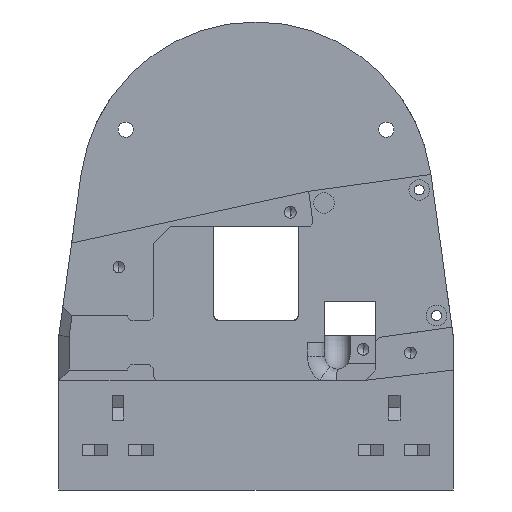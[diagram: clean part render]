
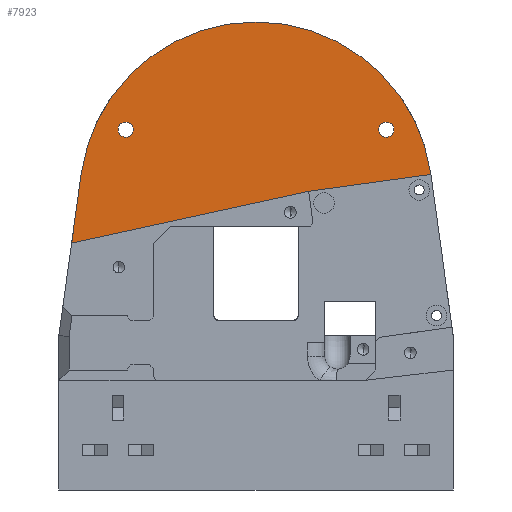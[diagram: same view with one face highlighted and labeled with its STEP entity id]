
A CAD part, left-side view. The second image highlights one B-rep face of the part: STEP entity #7923.
In plain terms, the highlighted planar face has unit normal (-1, 0, 0).
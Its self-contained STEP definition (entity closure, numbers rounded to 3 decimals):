
#585 = FACE_OUTER_BOUND ( 'NONE', #1097, .T. ) ;
#673 = VERTEX_POINT ( 'NONE', #5012 ) ;
#756 = EDGE_CURVE ( 'NONE', #11526, #2547, #11679, .T. ) ;
#1097 = EDGE_LOOP ( 'NONE', ( #14017, #6624, #3521, #1797, #4836 ) ) ;
#1189 = CARTESIAN_POINT ( 'NONE',  ( 0., -15.355, 2.116 ) ) ;
#1446 = VERTEX_POINT ( 'NONE', #8379 ) ;
#1545 = CARTESIAN_POINT ( 'NONE',  ( 0., 0., 0. ) ) ;
#1556 = DIRECTION ( 'NONE',  ( 0., 0., 1. ) ) ;
#1797 = ORIENTED_EDGE ( 'NONE', *, *, #756, .F. ) ;
#2154 = CARTESIAN_POINT ( 'NONE',  ( 0., -38., 20.125 ) ) ;
#2325 = CIRCLE ( 'NONE', #7993, 2.2 ) ;
#2330 = DIRECTION ( 'NONE',  ( 0., 0., -1. ) ) ;
#2343 = CARTESIAN_POINT ( 'NONE',  ( 0., 53.779, -13. ) ) ;
#2365 = DIRECTION ( 'NONE',  ( 0., 0.977, -0.214 ) ) ;
#2547 = VERTEX_POINT ( 'NONE', #13071 ) ;
#2850 = CARTESIAN_POINT ( 'NONE',  ( 0., -38., 22.325 ) ) ;
#2945 = AXIS2_PLACEMENT_3D ( 'NONE', #2154, #3460, #7374 ) ;
#3050 = DIRECTION ( 'NONE',  ( 1., 0., 0. ) ) ;
#3129 = FACE_BOUND ( 'NONE', #3520, .T. ) ;
#3286 = DIRECTION ( 'NONE',  ( 0., 0., 1. ) ) ;
#3360 = DIRECTION ( 'NONE',  ( -1., 0., 0. ) ) ;
#3460 = DIRECTION ( 'NONE',  ( -1., 0., 0. ) ) ;
#3520 = EDGE_LOOP ( 'NONE', ( #11722, #9431 ) ) ;
#3521 = ORIENTED_EDGE ( 'NONE', *, *, #12951, .F. ) ;
#4001 = VERTEX_POINT ( 'NONE', #2343 ) ;
#4156 = AXIS2_PLACEMENT_3D ( 'NONE', #12683, #9133, #2330 ) ;
#4245 = DIRECTION ( 'NONE',  ( 0., 0., 1. ) ) ;
#4407 = CIRCLE ( 'NONE', #2945, 2.2 ) ;
#4684 = LINE ( 'NONE', #11844, #8830 ) ;
#4836 = ORIENTED_EDGE ( 'NONE', *, *, #9595, .F. ) ;
#4938 = AXIS2_PLACEMENT_3D ( 'NONE', #7596, #3050, #5428 ) ;
#5012 = CARTESIAN_POINT ( 'NONE',  ( 0., 38., 22.325 ) ) ;
#5043 = AXIS2_PLACEMENT_3D ( 'NONE', #1545, #8719, #13403 ) ;
#5428 = DIRECTION ( 'NONE',  ( 0., 0., -1. ) ) ;
#5509 = EDGE_CURVE ( 'NONE', #4001, #6810, #9364, .T. ) ;
#5655 = CARTESIAN_POINT ( 'NONE',  ( 0., -38., 17.925 ) ) ;
#6597 = DIRECTION ( 'NONE',  ( 0., -0.137, 0.991 ) ) ;
#6624 = ORIENTED_EDGE ( 'NONE', *, *, #9325, .F. ) ;
#6810 = VERTEX_POINT ( 'NONE', #13841 ) ;
#7374 = DIRECTION ( 'NONE',  ( 0., 0., 1. ) ) ;
#7412 = DIRECTION ( 'NONE',  ( -1., 0., 0. ) ) ;
#7454 = CARTESIAN_POINT ( 'NONE',  ( 0., 0., 51.5 ) ) ;
#7596 = CARTESIAN_POINT ( 'NONE',  ( 0., 0., 0. ) ) ;
#7718 = EDGE_CURVE ( 'NONE', #1446, #673, #9886, .T. ) ;
#7792 = DIRECTION ( 'NONE',  ( -1., 0., 0. ) ) ;
#7923 = ADVANCED_FACE ( 'NONE', ( #14667, #3129, #585 ), #12381, .F. ) ;
#7993 = AXIS2_PLACEMENT_3D ( 'NONE', #9733, #7412, #1556 ) ;
#8379 = CARTESIAN_POINT ( 'NONE',  ( 0., 38., 17.925 ) ) ;
#8719 = DIRECTION ( 'NONE',  ( 1., 0., 0. ) ) ;
#8830 = VECTOR ( 'NONE', #2365, 1000. ) ;
#8839 = CARTESIAN_POINT ( 'NONE',  ( 0., 51.018, 7.032 ) ) ;
#8854 = ORIENTED_EDGE ( 'NONE', *, *, #11436, .F. ) ;
#9049 = ORIENTED_EDGE ( 'NONE', *, *, #11686, .F. ) ;
#9108 = CIRCLE ( 'NONE', #4156, 51.5 ) ;
#9133 = DIRECTION ( 'NONE',  ( 1., 0., 0. ) ) ;
#9325 = EDGE_CURVE ( 'NONE', #13399, #4001, #4684, .T. ) ;
#9364 = LINE ( 'NONE', #8839, #14215 ) ;
#9431 = ORIENTED_EDGE ( 'NONE', *, *, #7718, .F. ) ;
#9578 = VERTEX_POINT ( 'NONE', #5655 ) ;
#9595 = EDGE_CURVE ( 'NONE', #6810, #11526, #9108, .T. ) ;
#9733 = CARTESIAN_POINT ( 'NONE',  ( 0., 38., 20.125 ) ) ;
#9886 = CIRCLE ( 'NONE', #13820, 2.2 ) ;
#10141 = CARTESIAN_POINT ( 'NONE',  ( 0., -38., 20.125 ) ) ;
#10215 = AXIS2_PLACEMENT_3D ( 'NONE', #10141, #3360, #3286 ) ;
#11249 = CARTESIAN_POINT ( 'NONE',  ( 0., 38., 20.125 ) ) ;
#11436 = EDGE_CURVE ( 'NONE', #9578, #15140, #4407, .T. ) ;
#11526 = VERTEX_POINT ( 'NONE', #7454 ) ;
#11679 = CIRCLE ( 'NONE', #5043, 51.5 ) ;
#11686 = EDGE_CURVE ( 'NONE', #15140, #9578, #13410, .T. ) ;
#11722 = ORIENTED_EDGE ( 'NONE', *, *, #12375, .F. ) ;
#11844 = CARTESIAN_POINT ( 'NONE',  ( 0., 53.779, -13. ) ) ;
#12152 = EDGE_LOOP ( 'NONE', ( #9049, #8854 ) ) ;
#12375 = EDGE_CURVE ( 'NONE', #673, #1446, #2325, .T. ) ;
#12381 = PLANE ( 'NONE',  #4938 ) ;
#12683 = CARTESIAN_POINT ( 'NONE',  ( 0., 0., 0. ) ) ;
#12784 = LINE ( 'NONE', #14005, #14292 ) ;
#12951 = EDGE_CURVE ( 'NONE', #2547, #13399, #12784, .T. ) ;
#13071 = CARTESIAN_POINT ( 'NONE',  ( 0., -51.018, 7.032 ) ) ;
#13399 = VERTEX_POINT ( 'NONE', #1189 ) ;
#13403 = DIRECTION ( 'NONE',  ( 0., 0., -1. ) ) ;
#13410 = CIRCLE ( 'NONE', #10215, 2.2 ) ;
#13820 = AXIS2_PLACEMENT_3D ( 'NONE', #11249, #7792, #4245 ) ;
#13841 = CARTESIAN_POINT ( 'NONE',  ( 0., 51.018, 7.032 ) ) ;
#13862 = DIRECTION ( 'NONE',  ( 0., 0.991, -0.137 ) ) ;
#14005 = CARTESIAN_POINT ( 'NONE',  ( 0., -51.018, 7.032 ) ) ;
#14017 = ORIENTED_EDGE ( 'NONE', *, *, #5509, .F. ) ;
#14215 = VECTOR ( 'NONE', #6597, 1000. ) ;
#14292 = VECTOR ( 'NONE', #13862, 1000. ) ;
#14667 = FACE_BOUND ( 'NONE', #12152, .T. ) ;
#15140 = VERTEX_POINT ( 'NONE', #2850 ) ;
